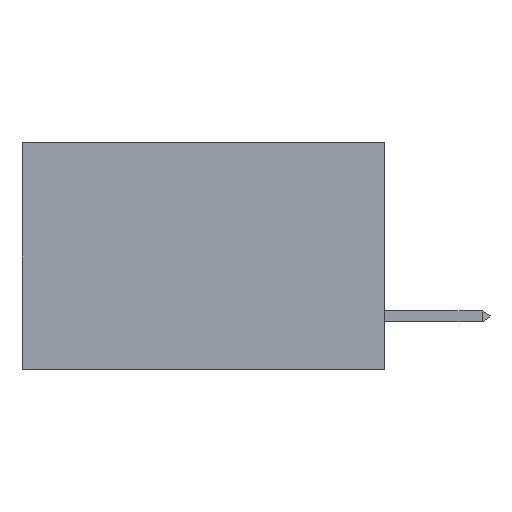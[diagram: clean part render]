
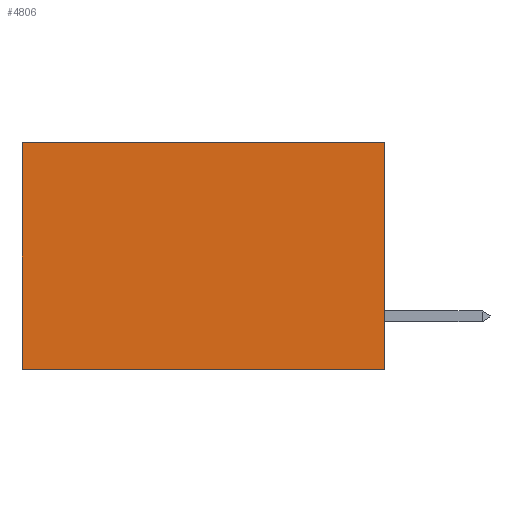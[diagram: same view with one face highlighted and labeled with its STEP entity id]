
A CAD part, left-side view. The second image highlights one B-rep face of the part: STEP entity #4806.
In plain terms, the highlighted planar face has unit normal (-1, 0, 0).
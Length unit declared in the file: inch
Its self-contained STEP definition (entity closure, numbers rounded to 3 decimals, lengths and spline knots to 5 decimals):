
#573 = VERTEX_POINT ( 'NONE', #10654 ) ;
#629 = CARTESIAN_POINT ( 'NONE',  ( 0.2875, 0., 0. ) ) ;
#929 = VECTOR ( 'NONE', #7802, 39.37008 ) ;
#978 = CARTESIAN_POINT ( 'NONE',  ( 0.2875, 0.6, -0.375 ) ) ;
#1145 = CARTESIAN_POINT ( 'NONE',  ( 0.2875, 0., -0.375 ) ) ;
#1230 = EDGE_CURVE ( 'NONE', #8928, #2422, #11791, .T. ) ;
#2359 = DIRECTION ( 'NONE',  ( 0., 0., -1. ) ) ;
#2422 = VERTEX_POINT ( 'NONE', #11498 ) ;
#2681 = ORIENTED_EDGE ( 'NONE', *, *, #11510, .F. ) ;
#2694 = EDGE_CURVE ( 'NONE', #8928, #14775, #7639, .T. ) ;
#2868 = DIRECTION ( 'NONE',  ( 1., 0., 0. ) ) ;
#2909 = CARTESIAN_POINT ( 'NONE',  ( 0.2875, 0., -0.375 ) ) ;
#2934 = ORIENTED_EDGE ( 'NONE', *, *, #10293, .T. ) ;
#3339 = VECTOR ( 'NONE', #3657, 39.37008 ) ;
#3657 = DIRECTION ( 'NONE',  ( 0., 1., 0. ) ) ;
#4806 = ADVANCED_FACE ( 'NONE', ( #6855 ), #5299, .F. ) ;
#5299 = PLANE ( 'NONE',  #12896 ) ;
#6855 = FACE_OUTER_BOUND ( 'NONE', #13724, .T. ) ;
#7085 = CARTESIAN_POINT ( 'NONE',  ( 0.2875, 0.6, 0. ) ) ;
#7182 = DIRECTION ( 'NONE',  ( 0., 1., 0. ) ) ;
#7639 = LINE ( 'NONE', #12493, #3339 ) ;
#7802 = DIRECTION ( 'NONE',  ( 0., 0., -1. ) ) ;
#8412 = ORIENTED_EDGE ( 'NONE', *, *, #2694, .T. ) ;
#8437 = VECTOR ( 'NONE', #7182, 39.37008 ) ;
#8564 = DIRECTION ( 'NONE',  ( 0., 0., -1. ) ) ;
#8928 = VERTEX_POINT ( 'NONE', #629 ) ;
#8986 = LINE ( 'NONE', #978, #929 ) ;
#9125 = ORIENTED_EDGE ( 'NONE', *, *, #1230, .F. ) ;
#9457 = VECTOR ( 'NONE', #2359, 39.37008 ) ;
#10293 = EDGE_CURVE ( 'NONE', #14775, #573, #8986, .T. ) ;
#10654 = CARTESIAN_POINT ( 'NONE',  ( 0.2875, 0.6, -0.375 ) ) ;
#10710 = CARTESIAN_POINT ( 'NONE',  ( 0.2875, 0., -0.375 ) ) ;
#11498 = CARTESIAN_POINT ( 'NONE',  ( 0.2875, 0., -0.375 ) ) ;
#11510 = EDGE_CURVE ( 'NONE', #2422, #573, #12384, .T. ) ;
#11791 = LINE ( 'NONE', #1145, #9457 ) ;
#12384 = LINE ( 'NONE', #10710, #8437 ) ;
#12493 = CARTESIAN_POINT ( 'NONE',  ( 0.2875, 0., 0. ) ) ;
#12896 = AXIS2_PLACEMENT_3D ( 'NONE', #2909, #2868, #8564 ) ;
#13724 = EDGE_LOOP ( 'NONE', ( #2934, #2681, #9125, #8412 ) ) ;
#14775 = VERTEX_POINT ( 'NONE', #7085 ) ;
